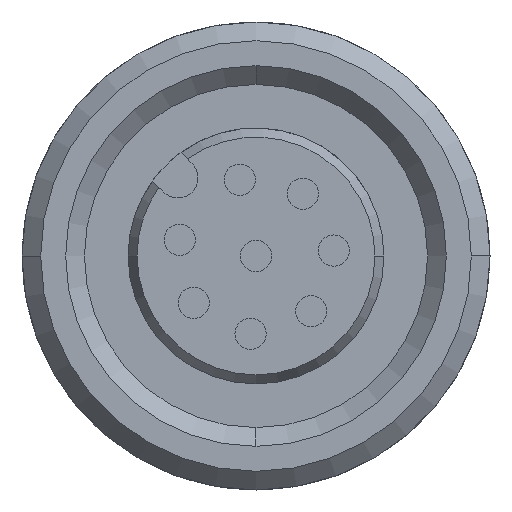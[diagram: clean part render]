
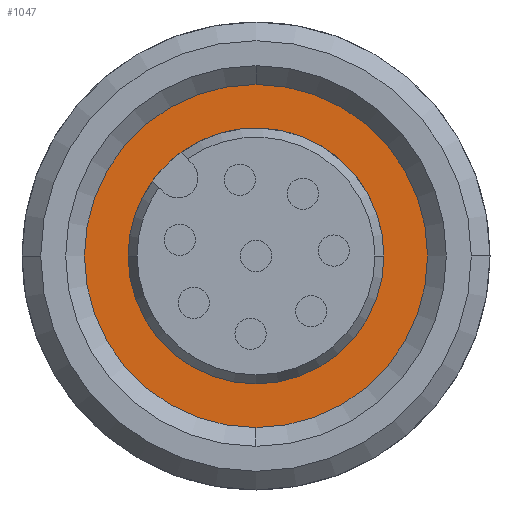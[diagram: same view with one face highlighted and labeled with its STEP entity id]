
A CAD part, left-side view. The second image highlights one B-rep face of the part: STEP entity #1047.
In plain terms, the highlighted planar face has unit normal (-1, 0, 0).
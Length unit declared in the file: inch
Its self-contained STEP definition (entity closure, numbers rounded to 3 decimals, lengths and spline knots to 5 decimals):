
#143 = VERTEX_POINT ( 'NONE', #3789 ) ;
#149 = AXIS2_PLACEMENT_3D ( 'NONE', #865, #2918, #1163 ) ;
#348 = AXIS2_PLACEMENT_3D ( 'NONE', #832, #2897, #1128 ) ;
#356 = FACE_OUTER_BOUND ( 'NONE', #3500, .T. ) ;
#357 = VERTEX_POINT ( 'NONE', #2698 ) ;
#442 = PLANE ( 'NONE',  #3782 ) ;
#522 = CIRCLE ( 'NONE', #348, 0.16142 ) ;
#561 = CARTESIAN_POINT ( 'NONE',  ( -0.20472, 0., 0. ) ) ;
#621 = ORIENTED_EDGE ( 'NONE', *, *, #2121, .T. ) ;
#710 = EDGE_LOOP ( 'NONE', ( #2223, #2572 ) ) ;
#742 = DIRECTION ( 'NONE',  ( -1., 0., 0. ) ) ;
#832 = CARTESIAN_POINT ( 'NONE',  ( -0.20472, 0., 0. ) ) ;
#865 = CARTESIAN_POINT ( 'NONE',  ( -0.20472, 0., 0. ) ) ;
#876 = DIRECTION ( 'NONE',  ( 0., -1., 0. ) ) ;
#936 = CARTESIAN_POINT ( 'NONE',  ( -0.20472, -0.16142, 0. ) ) ;
#1047 = ADVANCED_FACE ( 'NONE', ( #2884, #356 ), #442, .T. ) ;
#1128 = DIRECTION ( 'NONE',  ( 0., -1., 0. ) ) ;
#1150 = ORIENTED_EDGE ( 'NONE', *, *, #3081, .T. ) ;
#1163 = DIRECTION ( 'NONE',  ( 0., -1., 0. ) ) ;
#1165 = DIRECTION ( 'NONE',  ( 1., 0., 0. ) ) ;
#1315 = CIRCLE ( 'NONE', #3104, 0.16142 ) ;
#1467 = CIRCLE ( 'NONE', #3547, 0.21654 ) ;
#1752 = CARTESIAN_POINT ( 'NONE',  ( -0.20472, -0.21654, 0. ) ) ;
#2017 = CIRCLE ( 'NONE', #149, 0.21654 ) ;
#2070 = VERTEX_POINT ( 'NONE', #1752 ) ;
#2121 = EDGE_CURVE ( 'NONE', #2070, #357, #1467, .T. ) ;
#2223 = ORIENTED_EDGE ( 'NONE', *, *, #3155, .T. ) ;
#2271 = VERTEX_POINT ( 'NONE', #936 ) ;
#2572 = ORIENTED_EDGE ( 'NONE', *, *, #3057, .T. ) ;
#2643 = DIRECTION ( 'NONE',  ( -1., 0., 0. ) ) ;
#2698 = CARTESIAN_POINT ( 'NONE',  ( -0.20472, 0.21654, 0. ) ) ;
#2803 = DIRECTION ( 'NONE',  ( 0., 0., 1. ) ) ;
#2884 = FACE_BOUND ( 'NONE', #710, .T. ) ;
#2897 = DIRECTION ( 'NONE',  ( 1., 0., 0. ) ) ;
#2918 = DIRECTION ( 'NONE',  ( -1., 0., 0. ) ) ;
#2924 = CARTESIAN_POINT ( 'NONE',  ( -0.20472, 0., 0. ) ) ;
#3057 = EDGE_CURVE ( 'NONE', #143, #2271, #522, .T. ) ;
#3081 = EDGE_CURVE ( 'NONE', #357, #2070, #2017, .T. ) ;
#3082 = CARTESIAN_POINT ( 'NONE',  ( -0.20472, 0., -0.18898 ) ) ;
#3104 = AXIS2_PLACEMENT_3D ( 'NONE', #2924, #1165, #3228 ) ;
#3155 = EDGE_CURVE ( 'NONE', #2271, #143, #1315, .T. ) ;
#3228 = DIRECTION ( 'NONE',  ( 0., -1., 0. ) ) ;
#3500 = EDGE_LOOP ( 'NONE', ( #621, #1150 ) ) ;
#3547 = AXIS2_PLACEMENT_3D ( 'NONE', #561, #2643, #876 ) ;
#3782 = AXIS2_PLACEMENT_3D ( 'NONE', #3082, #742, #2803 ) ;
#3789 = CARTESIAN_POINT ( 'NONE',  ( -0.20472, 0.16142, 0. ) ) ;
